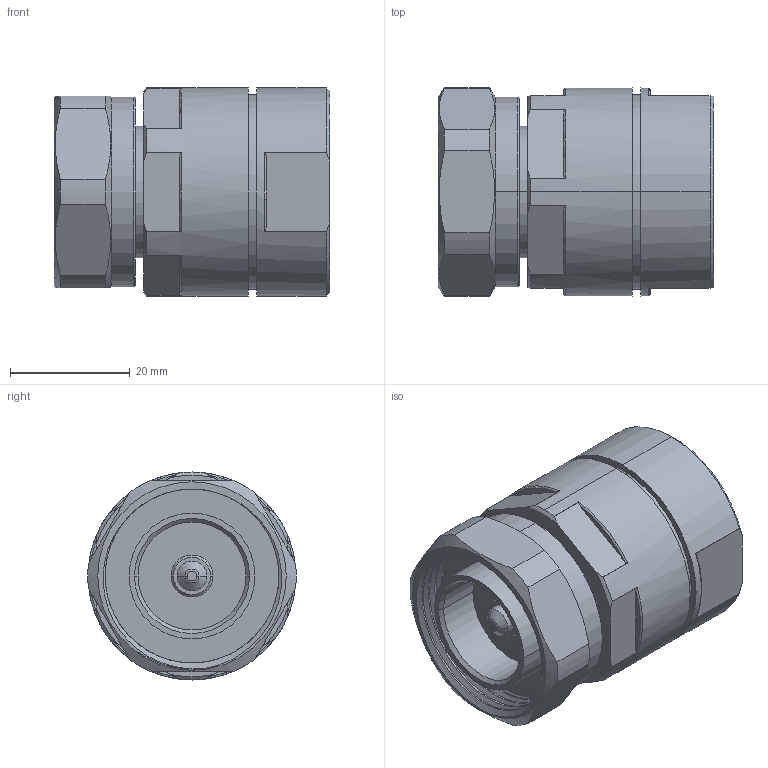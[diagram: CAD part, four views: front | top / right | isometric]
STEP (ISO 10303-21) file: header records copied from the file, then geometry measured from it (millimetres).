
FILE_DESCRIPTION((''),'2;1');
FILE_NAME('PRT0001','2021-09-02T',('1111'),(''),'PRO/ENGINEER BY PARAMETRIC TECHNOLOGY CORPORATION, 2012090','PRO/ENGINEER BY PARAMETRIC TECHNOLOGY CORPORATION, 2012090','');
FILE_SCHEMA(('CONFIG_CONTROL_DESIGN'));
Length unit declared in the file: millimetre
Products named in the file (1): PRT0001
Bounding box: 46 x 34.77 x 34.7 mm (x, y, z)
Volume: 36465.2 mm3; surface area: 9805.4 mm2
Topology: 1 solids, 1 shells, 133 faces, 350 edges, 228 vertices
Faces by surface type: plane 66, cylinder 32, cone 18, torus 12, bspline 5
Entity records: 5595 total; most frequent: CARTESIAN_POINT 2429, ORIENTED_EDGE 700, DIRECTION 584, EDGE_CURVE 350, VERTEX_POINT 228, AXIS2_PLACEMENT_3D 226, EDGE_LOOP 142, FACE_OUTER_BOUND 133
